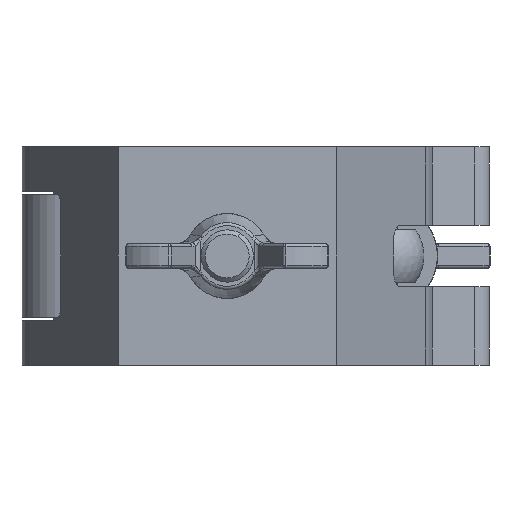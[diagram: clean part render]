
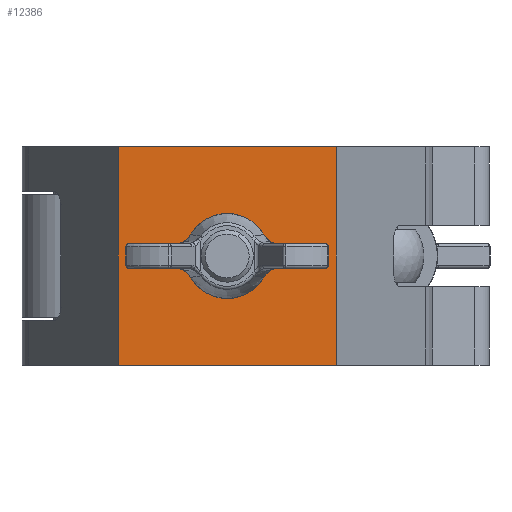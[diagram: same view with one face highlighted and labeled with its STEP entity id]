
A CAD part, front view. The second image highlights one B-rep face of the part: STEP entity #12386.
In plain terms, the highlighted planar face has unit normal (0, -1, 0).
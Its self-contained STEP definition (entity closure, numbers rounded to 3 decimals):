
#62 = EDGE_CURVE ( 'NONE', #1870, #3187, #11903, .T. ) ;
#304 = EDGE_CURVE ( 'NONE', #3187, #1870, #12775, .T. ) ;
#1065 = CARTESIAN_POINT ( 'NONE',  ( -25., 0., 25. ) ) ;
#1213 = FACE_BOUND ( 'NONE', #3325, .T. ) ;
#1385 = VERTEX_POINT ( 'NONE', #6581 ) ;
#1582 = CARTESIAN_POINT ( 'NONE',  ( -25., 0., 25. ) ) ;
#1674 = EDGE_CURVE ( 'NONE', #2099, #2532, #4739, .T. ) ;
#1783 = PLANE ( 'NONE',  #5023 ) ;
#1802 = DIRECTION ( 'NONE',  ( 0., 1., 0. ) ) ;
#1870 = VERTEX_POINT ( 'NONE', #9559 ) ;
#1993 = DIRECTION ( 'NONE',  ( 0., 0., 1. ) ) ;
#2010 = DIRECTION ( 'NONE',  ( 0., 1., 0. ) ) ;
#2037 = LINE ( 'NONE', #10796, #2505 ) ;
#2099 = VERTEX_POINT ( 'NONE', #1582 ) ;
#2111 = DIRECTION ( 'NONE',  ( 0., 0., 1. ) ) ;
#2247 = CARTESIAN_POINT ( 'NONE',  ( 0., 0., 0. ) ) ;
#2505 = VECTOR ( 'NONE', #12471, 1000. ) ;
#2519 = CARTESIAN_POINT ( 'NONE',  ( -25., 0., -25. ) ) ;
#2532 = VERTEX_POINT ( 'NONE', #10420 ) ;
#2556 = CARTESIAN_POINT ( 'NONE',  ( -25., 0., -25. ) ) ;
#2706 = DIRECTION ( 'NONE',  ( 1., 0., 0. ) ) ;
#3089 = DIRECTION ( 'NONE',  ( 0., 0., 1. ) ) ;
#3187 = VERTEX_POINT ( 'NONE', #6994 ) ;
#3325 = EDGE_LOOP ( 'NONE', ( #12738, #12836 ) ) ;
#3504 = DIRECTION ( 'NONE',  ( 0., 1., 0. ) ) ;
#4250 = FACE_OUTER_BOUND ( 'NONE', #4445, .T. ) ;
#4286 = VERTEX_POINT ( 'NONE', #2519 ) ;
#4445 = EDGE_LOOP ( 'NONE', ( #11304, #12865, #12304, #11249 ) ) ;
#4739 = LINE ( 'NONE', #9839, #5921 ) ;
#5023 = AXIS2_PLACEMENT_3D ( 'NONE', #1065, #1802, #1993 ) ;
#5819 = LINE ( 'NONE', #10047, #7595 ) ;
#5921 = VECTOR ( 'NONE', #7779, 1000. ) ;
#6108 = EDGE_CURVE ( 'NONE', #4286, #1385, #9850, .T. ) ;
#6581 = CARTESIAN_POINT ( 'NONE',  ( 25., 0., -25. ) ) ;
#6994 = CARTESIAN_POINT ( 'NONE',  ( 0., 0., 6.35 ) ) ;
#7595 = VECTOR ( 'NONE', #10745, 1000. ) ;
#7779 = DIRECTION ( 'NONE',  ( 1., 0., 0. ) ) ;
#8063 = EDGE_CURVE ( 'NONE', #2099, #4286, #5819, .T. ) ;
#8582 = CARTESIAN_POINT ( 'NONE',  ( 0., 0., 0. ) ) ;
#8716 = EDGE_CURVE ( 'NONE', #2532, #1385, #2037, .T. ) ;
#9559 = CARTESIAN_POINT ( 'NONE',  ( 0., 0., -6.35 ) ) ;
#9839 = CARTESIAN_POINT ( 'NONE',  ( -25., 0., 25. ) ) ;
#9850 = LINE ( 'NONE', #2556, #10307 ) ;
#10047 = CARTESIAN_POINT ( 'NONE',  ( -25., 0., 25. ) ) ;
#10307 = VECTOR ( 'NONE', #2706, 1000. ) ;
#10420 = CARTESIAN_POINT ( 'NONE',  ( 25., 0., 25. ) ) ;
#10745 = DIRECTION ( 'NONE',  ( 0., 0., -1. ) ) ;
#10796 = CARTESIAN_POINT ( 'NONE',  ( 25., 0., 25. ) ) ;
#11249 = ORIENTED_EDGE ( 'NONE', *, *, #8063, .T. ) ;
#11304 = ORIENTED_EDGE ( 'NONE', *, *, #6108, .T. ) ;
#11774 = AXIS2_PLACEMENT_3D ( 'NONE', #8582, #3504, #3089 ) ;
#11903 = CIRCLE ( 'NONE', #11774, 6.35 ) ;
#12304 = ORIENTED_EDGE ( 'NONE', *, *, #1674, .F. ) ;
#12386 = ADVANCED_FACE ( 'NONE', ( #1213, #4250 ), #1783, .F. ) ;
#12471 = DIRECTION ( 'NONE',  ( 0., 0., -1. ) ) ;
#12738 = ORIENTED_EDGE ( 'NONE', *, *, #304, .T. ) ;
#12775 = CIRCLE ( 'NONE', #12919, 6.35 ) ;
#12836 = ORIENTED_EDGE ( 'NONE', *, *, #62, .T. ) ;
#12865 = ORIENTED_EDGE ( 'NONE', *, *, #8716, .F. ) ;
#12919 = AXIS2_PLACEMENT_3D ( 'NONE', #2247, #2010, #2111 ) ;
